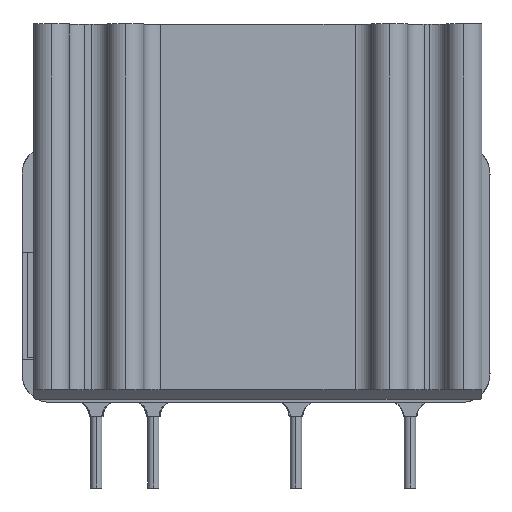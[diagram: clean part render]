
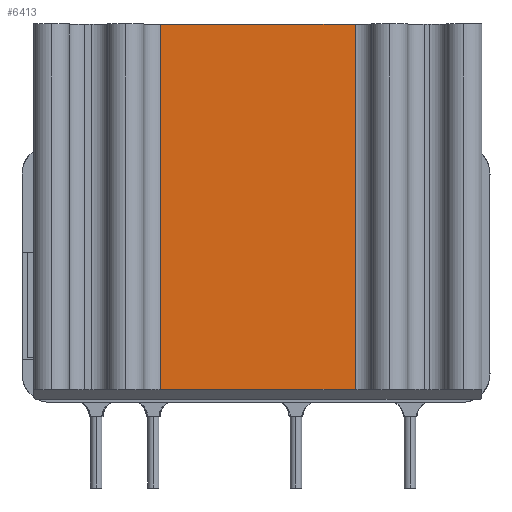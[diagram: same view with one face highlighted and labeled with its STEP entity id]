
A CAD part, top view. The second image highlights one B-rep face of the part: STEP entity #6413.
In plain terms, the highlighted planar face has unit normal (0, 0, 1).
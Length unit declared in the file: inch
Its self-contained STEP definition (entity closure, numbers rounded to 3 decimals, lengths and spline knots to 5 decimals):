
#889 = AXIS2_PLACEMENT_3D ( 'NONE', #12658, #12659, #12660 ) ;
#1099 = DIRECTION ( 'NONE',  ( 0., -1., 0. ) ) ;
#1100 = CARTESIAN_POINT ( 'NONE',  ( -23.50647, 40.32677, -14.74343 ) ) ;
#1569 = VECTOR ( 'NONE', #16571, 39.37008 ) ;
#2400 = FACE_OUTER_BOUND ( 'NONE', #11147, .T. ) ;
#4005 = EDGE_CURVE ( 'NONE', #4282, #4369, #4974, .T. ) ;
#4011 = EDGE_CURVE ( 'NONE', #4369, #4373, #4978, .T. ) ;
#4034 = EDGE_CURVE ( 'NONE', #4373, #4376, #4994, .T. ) ;
#4071 = EDGE_CURVE ( 'NONE', #4376, #4282, #5015, .T. ) ;
#4282 = VERTEX_POINT ( 'NONE', #10742 ) ;
#4369 = VERTEX_POINT ( 'NONE', #10829 ) ;
#4373 = VERTEX_POINT ( 'NONE', #10833 ) ;
#4376 = VERTEX_POINT ( 'NONE', #10836 ) ;
#4974 = LINE ( 'NONE', #1100, #7084 ) ;
#4978 = LINE ( 'NONE', #16324, #7095 ) ;
#4994 = LINE ( 'NONE', #16396, #7119 ) ;
#5015 = LINE ( 'NONE', #16570, #1569 ) ;
#6413 = ADVANCED_FACE ( 'NONE', ( #2400 ), #12657, .T. ) ;
#7084 = VECTOR ( 'NONE', #1099, 39.37008 ) ;
#7095 = VECTOR ( 'NONE', #16325, 39.37008 ) ;
#7119 = VECTOR ( 'NONE', #16397, 39.37008 ) ;
#10742 = CARTESIAN_POINT ( 'NONE',  ( -23.50647, 40.96677, -14.74343 ) ) ;
#10829 = CARTESIAN_POINT ( 'NONE',  ( -23.50647, 39.68677, -14.74343 ) ) ;
#10833 = CARTESIAN_POINT ( 'NONE',  ( -22.82447, 39.68677, -14.74343 ) ) ;
#10836 = CARTESIAN_POINT ( 'NONE',  ( -22.82447, 40.96677, -14.74343 ) ) ;
#11147 = EDGE_LOOP ( 'NONE', ( #11633, #11630, #11631, #11628 ) ) ;
#11628 = ORIENTED_EDGE ( 'NONE', *, *, #4005, .T. ) ;
#11630 = ORIENTED_EDGE ( 'NONE', *, *, #4034, .T. ) ;
#11631 = ORIENTED_EDGE ( 'NONE', *, *, #4071, .T. ) ;
#11633 = ORIENTED_EDGE ( 'NONE', *, *, #4011, .T. ) ;
#12657 = PLANE ( 'NONE',  #889 ) ;
#12658 = CARTESIAN_POINT ( 'NONE',  ( -23.50647, 39.68677, -14.74343 ) ) ;
#12659 = DIRECTION ( 'NONE',  ( 0., 0., 1. ) ) ;
#12660 = DIRECTION ( 'NONE',  ( 1., 0., 0. ) ) ;
#16324 = CARTESIAN_POINT ( 'NONE',  ( -23.16547, 39.68677, -14.74343 ) ) ;
#16325 = DIRECTION ( 'NONE',  ( 1., 0., 0. ) ) ;
#16396 = CARTESIAN_POINT ( 'NONE',  ( -22.82447, 40.32677, -14.74343 ) ) ;
#16397 = DIRECTION ( 'NONE',  ( 0., 1., 0. ) ) ;
#16570 = CARTESIAN_POINT ( 'NONE',  ( -23.16547, 40.96677, -14.74343 ) ) ;
#16571 = DIRECTION ( 'NONE',  ( -1., 0., 0. ) ) ;
